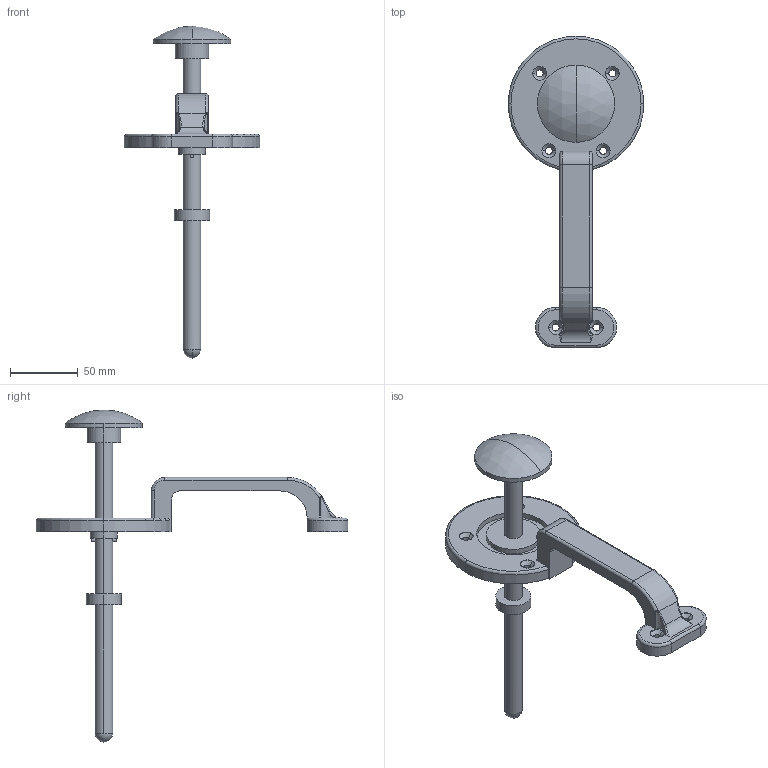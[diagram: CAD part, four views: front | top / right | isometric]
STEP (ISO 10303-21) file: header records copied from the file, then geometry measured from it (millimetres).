
FILE_DESCRIPTION (( 'STEP AP203' ), '1' );
FILE_NAME ('FC-702-B.STEP', '2017-12-22T07:23:36', ( '' ), ( '' ), 'SwSTEP 2.0', 'SolidWorks 2014', '' );
FILE_SCHEMA (( 'CONFIG_CONTROL_DESIGN' ));
Length unit declared in the file: millimetre
Products named in the file (4): FC-702-Bフランジ_; FC-702-B押し棒_; FC-702-B; FC-702-Bフェルト_
Assembly tree (3 placements, depth 2):
  FC-702-B
    FC-702-Bフランジ_
    FC-702-B押し棒_
    FC-702-Bフェルト_
Bounding box: 100 x 230 x 245 mm (x, y, z)
Volume: 189862.7 mm3; surface area: 53133.2 mm2
Topology: 3 solids, 3 shells, 127 faces, 302 edges, 186 vertices
Faces by surface type: cylinder 68, plane 24, cone 12, torus 11, bspline 8, sphere 4
Entity records: 4556 total; most frequent: CARTESIAN_POINT 1150, DIRECTION 677, ORIENTED_EDGE 600, EDGE_CURVE 300, AXIS2_PLACEMENT_3D 281, VERTEX_POINT 186, CIRCLE 156, EDGE_LOOP 150
